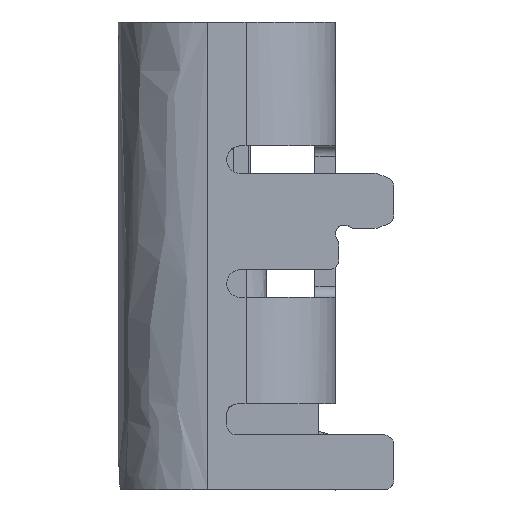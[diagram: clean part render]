
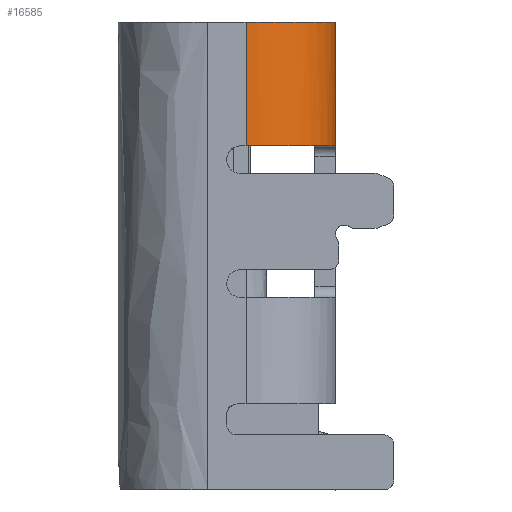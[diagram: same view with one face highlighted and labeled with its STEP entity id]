
A CAD part, left-side view. The second image highlights one B-rep face of the part: STEP entity #16585.
In plain terms, the highlighted free-form (B-spline) face has degree [3, 1] with [10, 2] control points.
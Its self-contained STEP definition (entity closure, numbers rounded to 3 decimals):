
#1209=FACE_OUTER_BOUND('',#2075,.T.);
#2075=EDGE_LOOP('',(#13804,#13805,#13806,#13807));
#2565=LINE('',#21835,#4525);
#3651=LINE('',#30188,#5611);
#4525=VECTOR('',#17775,1.8);
#5611=VECTOR('',#19515,1.8);
#6457=B_SPLINE_CURVE_WITH_KNOTS('',3,(#22319,#22320,#22321,#22322,#22323,
#22324,#22325,#22326,#22327,#22328,#22329,#22330,#22331,#22332,#22333,#22334,
#22335,#22336,#22337,#22338,#22339,#22340),.UNSPECIFIED.,.F.,.F.,(4,3,3,
3,3,3,3,4),(0.,0.026,0.057,0.087,
0.118,0.148,0.178,0.205),
 .UNSPECIFIED.);
#6678=B_SPLINE_CURVE_WITH_KNOTS('',3,(#28418,#28419,#28420,#28421,#28422,
#28423,#28424,#28425,#28426,#28427,#28428,#28429,#28430,#28431,#28432,#28433,
#28434,#28435,#28436,#28437,#28438,#28439),.UNSPECIFIED.,.F.,.F.,(4,3,3,
3,3,3,3,4),(-0.205,-0.178,-0.148,-0.118,
-0.087,-0.057,-0.026,0.),
 .UNSPECIFIED.);
#6989=VERTEX_POINT('',#21832);
#6990=VERTEX_POINT('',#21834);
#7053=VERTEX_POINT('',#22318);
#7800=VERTEX_POINT('',#28416);
#8640=EDGE_CURVE('',#6990,#6989,#2565,.T.);
#8705=EDGE_CURVE('',#7053,#6990,#6457,.T.);
#9816=EDGE_CURVE('',#6989,#7800,#6678,.T.);
#10053=EDGE_CURVE('',#7053,#7800,#3651,.T.);
#13804=ORIENTED_EDGE('',*,*,#8640,.T.);
#13805=ORIENTED_EDGE('',*,*,#9816,.T.);
#13806=ORIENTED_EDGE('',*,*,#10053,.F.);
#13807=ORIENTED_EDGE('',*,*,#8705,.T.);
#16037=B_SPLINE_SURFACE_WITH_KNOTS('',3,1,((#30168,#30169),(#30170,#30171),
(#30172,#30173),(#30174,#30175),(#30176,#30177),(#30178,#30179),(#30180,
#30181),(#30182,#30183),(#30184,#30185),(#30186,#30187)),.UNSPECIFIED.,
 .F.,.F.,.F.,(4,1,1,1,1,1,1,4),(2,2),(3.11,3.344,3.577,
3.81,4.044,4.277,4.51,4.744),
(0.,0.225),.UNSPECIFIED.);
#16585=ADVANCED_FACE('',(#1209),#16037,.T.);
#17775=DIRECTION('',(0.,0.,-1.));
#19515=DIRECTION('',(0.,0.,-1.));
#21832=CARTESIAN_POINT('',(-4.602,-0.416,16.304));
#21834=CARTESIAN_POINT('',(-4.602,-0.416,18.104));
#21835=CARTESIAN_POINT('',(-4.602,-0.416,18.104));
#22318=CARTESIAN_POINT('',(-3.302,-1.716,18.104));
#22319=CARTESIAN_POINT('Ctrl Pts',(-3.302,-1.716,18.104));
#22320=CARTESIAN_POINT('Ctrl Pts',(-3.39,-1.716,
18.104));
#22321=CARTESIAN_POINT('Ctrl Pts',(-3.477,-1.707,
18.104));
#22322=CARTESIAN_POINT('Ctrl Pts',(-3.563,-1.69,
18.104));
#22323=CARTESIAN_POINT('Ctrl Pts',(-3.662,-1.67,
18.104));
#22324=CARTESIAN_POINT('Ctrl Pts',(-3.759,-1.638,
18.104));
#22325=CARTESIAN_POINT('Ctrl Pts',(-3.851,-1.595,
18.104));
#22326=CARTESIAN_POINT('Ctrl Pts',(-3.942,-1.552,
18.104));
#22327=CARTESIAN_POINT('Ctrl Pts',(-4.029,-1.499,
18.104));
#22328=CARTESIAN_POINT('Ctrl Pts',(-4.108,-1.436,
18.104));
#22329=CARTESIAN_POINT('Ctrl Pts',(-4.188,-1.374,18.104));
#22330=CARTESIAN_POINT('Ctrl Pts',(-4.26,-1.302,
18.104));
#22331=CARTESIAN_POINT('Ctrl Pts',(-4.322,-1.222,
18.104));
#22332=CARTESIAN_POINT('Ctrl Pts',(-4.385,-1.143,
18.104));
#22333=CARTESIAN_POINT('Ctrl Pts',(-4.438,-1.056,
18.104));
#22334=CARTESIAN_POINT('Ctrl Pts',(-4.481,-0.964,
18.104));
#22335=CARTESIAN_POINT('Ctrl Pts',(-4.524,-0.873,
18.104));
#22336=CARTESIAN_POINT('Ctrl Pts',(-4.556,-0.776,
18.104));
#22337=CARTESIAN_POINT('Ctrl Pts',(-4.576,-0.677,
18.104));
#22338=CARTESIAN_POINT('Ctrl Pts',(-4.593,-0.591,
18.104));
#22339=CARTESIAN_POINT('Ctrl Pts',(-4.602,-0.504,
18.104));
#22340=CARTESIAN_POINT('Ctrl Pts',(-4.602,-0.416,
18.104));
#28416=CARTESIAN_POINT('',(-3.302,-1.716,16.304));
#28418=CARTESIAN_POINT('Ctrl Pts',(-4.602,-0.416,
16.304));
#28419=CARTESIAN_POINT('Ctrl Pts',(-4.602,-0.504,
16.304));
#28420=CARTESIAN_POINT('Ctrl Pts',(-4.593,-0.591,
16.304));
#28421=CARTESIAN_POINT('Ctrl Pts',(-4.576,-0.677,
16.304));
#28422=CARTESIAN_POINT('Ctrl Pts',(-4.556,-0.776,
16.304));
#28423=CARTESIAN_POINT('Ctrl Pts',(-4.524,-0.873,
16.304));
#28424=CARTESIAN_POINT('Ctrl Pts',(-4.481,-0.964,
16.304));
#28425=CARTESIAN_POINT('Ctrl Pts',(-4.438,-1.056,
16.304));
#28426=CARTESIAN_POINT('Ctrl Pts',(-4.385,-1.143,
16.304));
#28427=CARTESIAN_POINT('Ctrl Pts',(-4.322,-1.222,
16.304));
#28428=CARTESIAN_POINT('Ctrl Pts',(-4.26,-1.302,
16.304));
#28429=CARTESIAN_POINT('Ctrl Pts',(-4.188,-1.374,16.304));
#28430=CARTESIAN_POINT('Ctrl Pts',(-4.108,-1.436,
16.304));
#28431=CARTESIAN_POINT('Ctrl Pts',(-4.029,-1.499,
16.304));
#28432=CARTESIAN_POINT('Ctrl Pts',(-3.942,-1.552,
16.304));
#28433=CARTESIAN_POINT('Ctrl Pts',(-3.851,-1.595,
16.304));
#28434=CARTESIAN_POINT('Ctrl Pts',(-3.759,-1.638,
16.304));
#28435=CARTESIAN_POINT('Ctrl Pts',(-3.662,-1.67,
16.304));
#28436=CARTESIAN_POINT('Ctrl Pts',(-3.563,-1.69,
16.304));
#28437=CARTESIAN_POINT('Ctrl Pts',(-3.477,-1.707,
16.304));
#28438=CARTESIAN_POINT('Ctrl Pts',(-3.39,-1.716,16.304));
#28439=CARTESIAN_POINT('Ctrl Pts',(-3.302,-1.716,16.304));
#30168=CARTESIAN_POINT('Ctrl Pts',(-4.602,-0.375,16.268));
#30169=CARTESIAN_POINT('Ctrl Pts',(-4.602,-0.375,18.514));
#30170=CARTESIAN_POINT('Ctrl Pts',(-4.605,-0.476,16.268));
#30171=CARTESIAN_POINT('Ctrl Pts',(-4.605,-0.476,18.514));
#30172=CARTESIAN_POINT('Ctrl Pts',(-4.588,-0.679,16.268));
#30173=CARTESIAN_POINT('Ctrl Pts',(-4.588,-0.679,18.514));
#30174=CARTESIAN_POINT('Ctrl Pts',(-4.492,-0.969,16.268));
#30175=CARTESIAN_POINT('Ctrl Pts',(-4.492,-0.969,18.514));
#30176=CARTESIAN_POINT('Ctrl Pts',(-4.332,-1.23,16.268));
#30177=CARTESIAN_POINT('Ctrl Pts',(-4.332,-1.23,18.514));
#30178=CARTESIAN_POINT('Ctrl Pts',(-4.116,-1.446,16.268));
#30179=CARTESIAN_POINT('Ctrl Pts',(-4.116,-1.446,18.514));
#30180=CARTESIAN_POINT('Ctrl Pts',(-3.856,-1.606,16.268));
#30181=CARTESIAN_POINT('Ctrl Pts',(-3.856,-1.606,18.514));
#30182=CARTESIAN_POINT('Ctrl Pts',(-3.565,-1.701,16.268));
#30183=CARTESIAN_POINT('Ctrl Pts',(-3.565,-1.701,18.514));
#30184=CARTESIAN_POINT('Ctrl Pts',(-3.363,-1.719,16.268));
#30185=CARTESIAN_POINT('Ctrl Pts',(-3.363,-1.719,18.514));
#30186=CARTESIAN_POINT('Ctrl Pts',(-3.261,-1.716,16.268));
#30187=CARTESIAN_POINT('Ctrl Pts',(-3.261,-1.716,18.514));
#30188=CARTESIAN_POINT('',(-3.302,-1.716,16.304));
